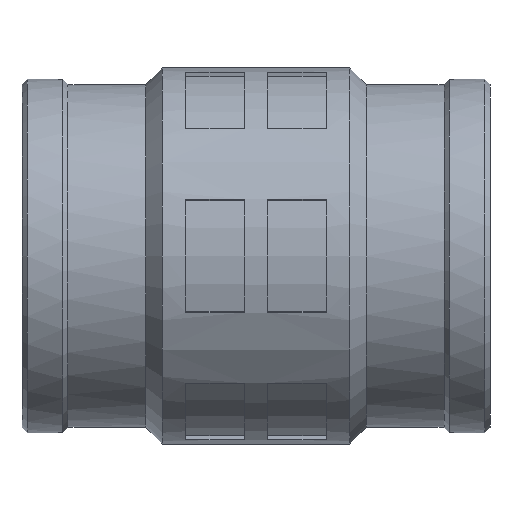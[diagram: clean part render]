
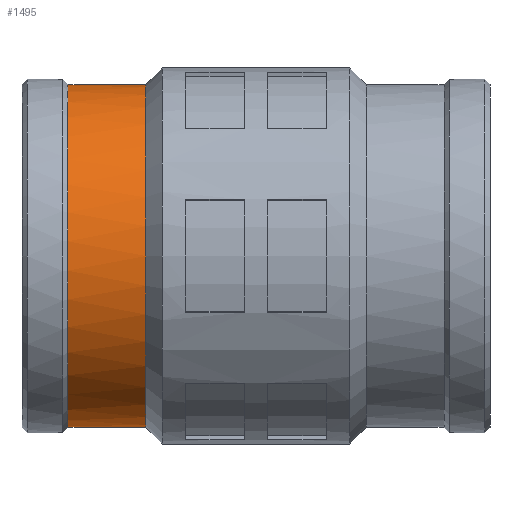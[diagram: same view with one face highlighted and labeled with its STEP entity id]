
A CAD part, front view. The second image highlights one B-rep face of the part: STEP entity #1495.
In plain terms, the highlighted cylindrical face has radius 59.723 mm (diameter 119.446 mm), a full revolution.
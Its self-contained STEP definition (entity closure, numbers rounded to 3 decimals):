
#29=B_SPLINE_CURVE_WITH_KNOTS('',3,(#2628,#2629,#2630,#2631,#2632,#2633,
#2634,#2635,#2636,#2637,#2638,#2639,#2640,#2641,#2642,#2643,#2644,#2645),
 .UNSPECIFIED.,.F.,.F.,(4,2,2,2,2,2,2,2,4),(0.291,0.348,
0.696,1.044,1.391,1.739,2.086,
2.435,2.492),.UNSPECIFIED.);
#62=FACE_BOUND('',#303,.T.);
#107=CYLINDRICAL_SURFACE('',#1659,59.723);
#191=FACE_OUTER_BOUND('',#302,.T.);
#302=EDGE_LOOP('',(#1250));
#303=EDGE_LOOP('',(#1251,#1252));
#413=CIRCLE('',#1660,59.723);
#414=CIRCLE('',#1661,59.723);
#744=VERTEX_POINT('',#2620);
#745=VERTEX_POINT('',#2627);
#752=VERTEX_POINT('',#2692);
#935=EDGE_CURVE('',#745,#744,#29,.T.);
#943=EDGE_CURVE('',#752,#752,#413,.T.);
#944=EDGE_CURVE('',#744,#745,#414,.T.);
#1250=ORIENTED_EDGE('',*,*,#943,.F.);
#1251=ORIENTED_EDGE('',*,*,#935,.T.);
#1252=ORIENTED_EDGE('',*,*,#944,.T.);
#1495=ADVANCED_FACE('',(#191,#62),#107,.T.);
#1659=AXIS2_PLACEMENT_3D('',#2691,#2079,#2080);
#1660=AXIS2_PLACEMENT_3D('',#2693,#2081,#2082);
#1661=AXIS2_PLACEMENT_3D('',#2694,#2083,#2084);
#2079=DIRECTION('center_axis',(1.,0.,0.));
#2080=DIRECTION('ref_axis',(0.,1.,0.));
#2081=DIRECTION('center_axis',(1.,0.,0.));
#2082=DIRECTION('ref_axis',(0.,0.,-1.));
#2083=DIRECTION('center_axis',(1.,0.,0.));
#2084=DIRECTION('ref_axis',(0.,0.,-1.));
#2620=CARTESIAN_POINT('',(-65.5,59.078,8.756));
#2627=CARTESIAN_POINT('',(-65.5,59.078,-8.756));
#2628=CARTESIAN_POINT('Ctrl Pts',(-65.5,59.078,-8.756));
#2629=CARTESIAN_POINT('Ctrl Pts',(-65.308,59.087,-8.69));
#2630=CARTESIAN_POINT('Ctrl Pts',(-65.118,59.098,-8.618));
#2631=CARTESIAN_POINT('Ctrl Pts',(-63.797,59.178,-8.064));
#2632=CARTESIAN_POINT('Ctrl Pts',(-62.764,59.275,-7.349));
#2633=CARTESIAN_POINT('Ctrl Pts',(-61.139,59.455,-5.706));
#2634=CARTESIAN_POINT('Ctrl Pts',(-60.435,59.551,-4.667));
#2635=CARTESIAN_POINT('Ctrl Pts',(-59.503,59.686,-2.394));
#2636=CARTESIAN_POINT('Ctrl Pts',(-59.273,59.723,-1.159));
#2637=CARTESIAN_POINT('Ctrl Pts',(-59.273,59.723,1.159));
#2638=CARTESIAN_POINT('Ctrl Pts',(-59.503,59.686,2.394));
#2639=CARTESIAN_POINT('Ctrl Pts',(-60.435,59.551,4.667));
#2640=CARTESIAN_POINT('Ctrl Pts',(-61.139,59.455,5.706));
#2641=CARTESIAN_POINT('Ctrl Pts',(-62.764,59.275,7.349));
#2642=CARTESIAN_POINT('Ctrl Pts',(-63.797,59.178,8.064));
#2643=CARTESIAN_POINT('Ctrl Pts',(-65.118,59.098,8.618));
#2644=CARTESIAN_POINT('Ctrl Pts',(-65.308,59.087,8.69));
#2645=CARTESIAN_POINT('Ctrl Pts',(-65.5,59.078,8.756));
#2691=CARTESIAN_POINT('Origin',(-51.939,0.,0.));
#2692=CARTESIAN_POINT('',(-38.377,59.723,0.));
#2693=CARTESIAN_POINT('Origin',(-38.377,0.,0.));
#2694=CARTESIAN_POINT('Origin',(-65.5,0.,0.));
